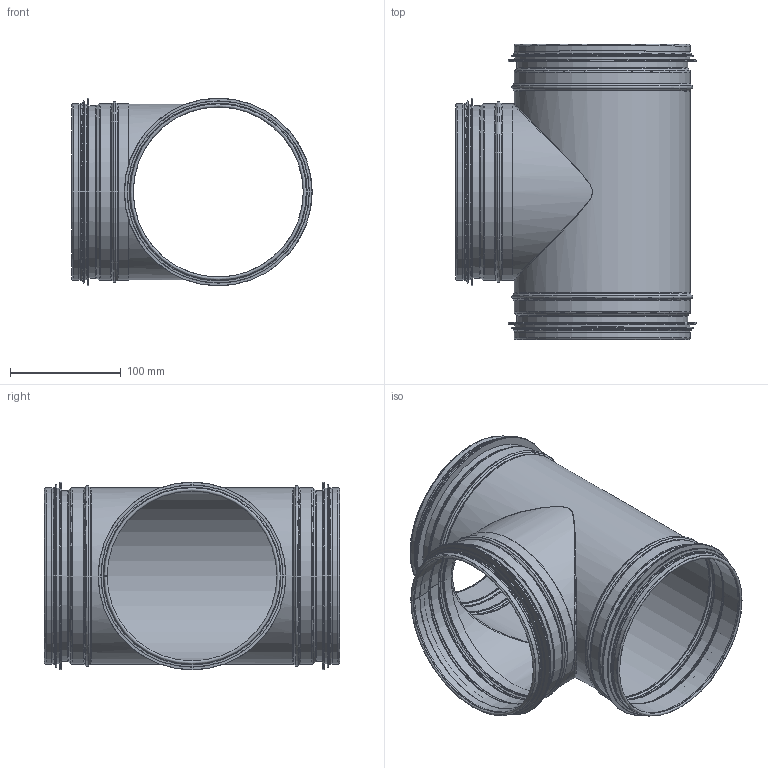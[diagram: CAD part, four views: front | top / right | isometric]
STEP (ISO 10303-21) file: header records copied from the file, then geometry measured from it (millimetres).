
FILE_DESCRIPTION((''),'2;1');
FILE_NAME('HTK_160-160.stp','2014-02-20T15:44:23',(''),(''),'Autodesk Inventor 2013','Autodesk Inventor 2013','');
FILE_SCHEMA(('AUTOMOTIVE_DESIGN { 1 2 10303 214 0 1 1 1 }'));
Length unit declared in the file: millimetre
Products named in the file (5): HTK_160-160; HTKRörämne-160-160; 999005; StosKort-160; StosKortRörämne-160
Assembly tree (6 placements, depth 3):
  HTK_160-160
    HTKRörämne-160-160
    999005  x2
    StosKort-160
      StosKortRörämne-160
      999005
Bounding box: 216.7 x 266 x 169.4 mm (x, y, z)
Volume: 121629.1 mm3; surface area: 406507.2 mm2
Topology: 5 solids, 5 shells, 175 faces, 337 edges, 182 vertices
Faces by surface type: torus 56, plane 50, cylinder 42, cone 26, bspline 1
Full cylindrical faces by diameter (mm): 153.2 x3, 154.2 x3, 155.4 x3, 157 x1, 158 x18, 159 x8, 164.4 x3, 169.4 x3
Entity records: 3856 total; most frequent: CARTESIAN_POINT 955, DIRECTION 626, ORIENTED_EDGE 402, AXIS2_PLACEMENT_3D 281, EDGE_LOOP 213, EDGE_CURVE 201, VERTEX_POINT 140, STYLED_ITEM 140
